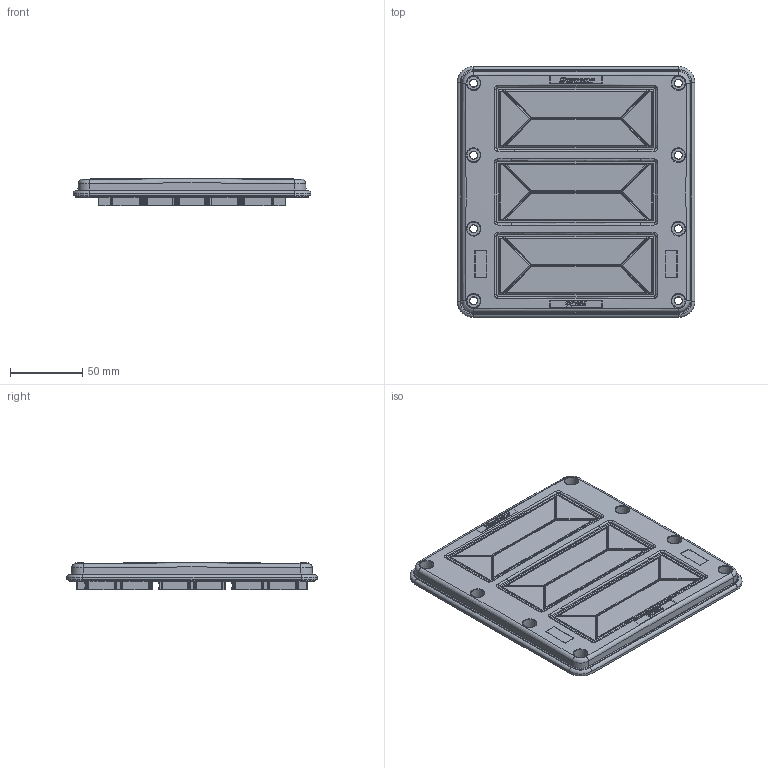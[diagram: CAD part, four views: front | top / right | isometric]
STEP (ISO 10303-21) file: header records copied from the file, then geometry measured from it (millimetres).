
FILE_DESCRIPTION(/* description */ (''),/* implementation_level */ '2;1');
FILE_NAME(/* name */ '28661_4_KDS_FP_3x10-24.stp',/* time_stamp */ '2022-04-28T09:12:32+02:00',/* author */ (''),/* organization */ (''),/* preprocessor_version */ 'ST-DEVELOPER v16.7',/* originating_system */ 'SIEMENS PLM Software NX 12.0',/* authorisation */ '');
FILE_SCHEMA (('AUTOMOTIVE_DESIGN { 1 0 10303 214 3 1 1 1 }'));
Products named in the file (1): 28661_4_KDS_FP_3x10-24
Bounding box: 165 x 174 x 19.4 mm (x, y, z)
Volume: 176337.5 mm3; surface area: 91998.1 mm2
Topology: 1 solids, 1 shells, 1648 faces, 4320 edges, 2787 vertices
Faces by surface type: plane 769, extrusion 330, cylinder 266, bspline 185, sphere 54, cone 32, torus 12
Full cylindrical faces by diameter (mm): 3.785 x36
Entity records: 69575 total; most frequent: CARTESIAN_POINT 29400, ORIENTED_EDGE 8504, DIRECTION 7943, EDGE_CURVE 4252, VERTEX_POINT 2771, AXIS2_PLACEMENT_3D 2690, VECTOR 2563, LINE 2233
